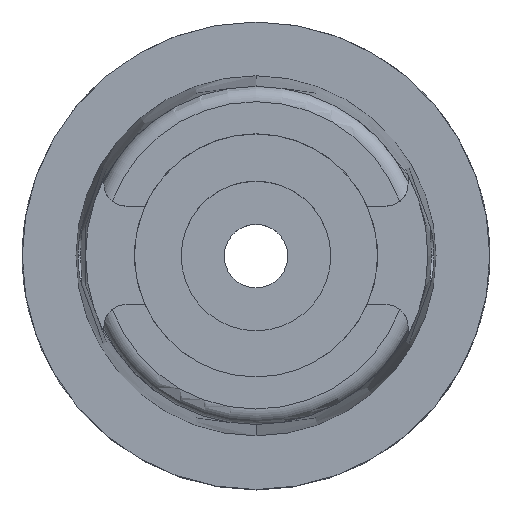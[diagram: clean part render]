
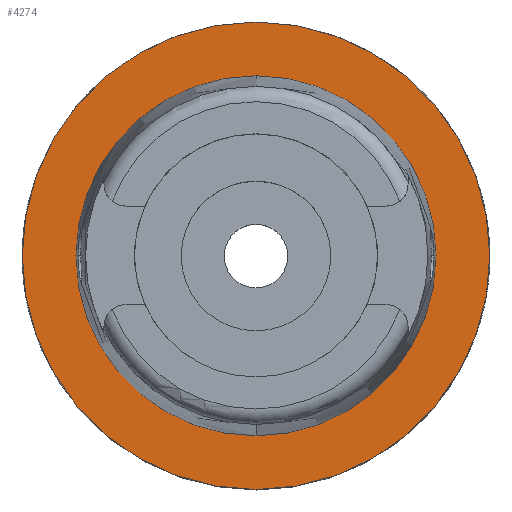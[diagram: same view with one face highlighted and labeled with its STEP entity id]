
A CAD part, top view. The second image highlights one B-rep face of the part: STEP entity #4274.
In plain terms, the highlighted planar face has unit normal (0, 0, 1).
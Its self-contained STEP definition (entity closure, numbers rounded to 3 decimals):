
#2062=CARTESIAN_POINT('',(0.,0.,0.));
#2063=DIRECTION('',(0.,0.,-1.));
#2064=DIRECTION('',(0.,-1.,0.));
#2065=AXIS2_PLACEMENT_3D('',#2062,#2063,#2064);
#2070=CARTESIAN_POINT('',(0.,0.,0.));
#2071=DIRECTION('',(0.,0.,-1.));
#2072=DIRECTION('',(0.,1.,0.));
#2073=AXIS2_PLACEMENT_3D('',#2070,#2071,#2072);
#2078=CARTESIAN_POINT('',(0.,0.,0.));
#2079=DIRECTION('',(0.,0.,1.));
#2080=DIRECTION('',(0.,-1.,0.));
#2081=AXIS2_PLACEMENT_3D('',#2078,#2079,#2080);
#2086=CARTESIAN_POINT('',(0.,0.,0.));
#2087=DIRECTION('',(0.,0.,1.));
#2088=DIRECTION('',(0.,1.,0.));
#2089=AXIS2_PLACEMENT_3D('',#2086,#2087,#2088);
#2487=CARTESIAN_POINT('',(0.,-19.25,0.));
#2488=VERTEX_POINT('',#2487);
#2489=CARTESIAN_POINT('',(0.,19.25,0.));
#2490=VERTEX_POINT('',#2489);
#2757=CARTESIAN_POINT('',(0.,25.,0.));
#2758=VERTEX_POINT('',#2757);
#2759=CARTESIAN_POINT('',(0.,-25.,0.));
#2760=VERTEX_POINT('',#2759);
#4261=CARTESIAN_POINT('',(0.,0.,0.));
#4262=DIRECTION('',(0.,0.,-1.));
#4263=DIRECTION('',(0.,-1.,0.));
#4264=AXIS2_PLACEMENT_3D('',#4261,#4262,#4263);
#4265=PLANE('',#4264);
#4266=ORIENTED_EDGE('',*,*,#4243,.T.);
#4267=ORIENTED_EDGE('',*,*,#4130,.T.);
#4268=EDGE_LOOP('',(#4266,#4267));
#4269=FACE_OUTER_BOUND('',#4268,.F.);
#4270=ORIENTED_EDGE('',*,*,#2988,.T.);
#4271=ORIENTED_EDGE('',*,*,#2957,.T.);
#4272=EDGE_LOOP('',(#4270,#4271));
#4273=FACE_BOUND('',#4272,.F.);
#2066=CIRCLE('',#2065,25.);
#2074=CIRCLE('',#2073,25.);
#2082=CIRCLE('',#2081,19.25);
#2090=CIRCLE('',#2089,19.25);
#2957=EDGE_CURVE('',#2490,#2488,#2090,.T.);
#2988=EDGE_CURVE('',#2488,#2490,#2082,.T.);
#4130=EDGE_CURVE('',#2758,#2760,#2074,.T.);
#4243=EDGE_CURVE('',#2760,#2758,#2066,.T.);
#4274=ADVANCED_FACE('',(#4269,#4273),#4265,.F.);
